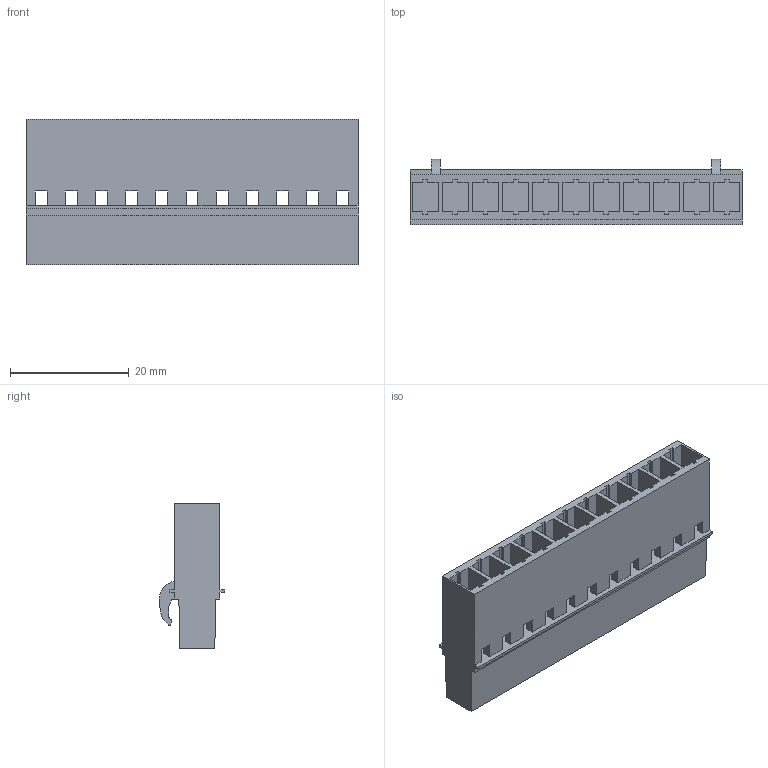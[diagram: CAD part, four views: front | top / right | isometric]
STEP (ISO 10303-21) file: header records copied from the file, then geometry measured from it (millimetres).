
FILE_DESCRIPTION(('CATIA V5 STEP Exchange','CAx-IF Rec.Pracs.--- Model Styling and Organization---1.2---2011-12-15'),'2;1');
FILE_NAME ('D1453356_0_1610580000_1610580000.stp','2018-09-01T02:39:54+00:00',('none'),('Weidmueller'),'CATIA Version 5-6 Release 2014','CATIA V5 STEP AP214','none');
FILE_SCHEMA(('AUTOMOTIVE_DESIGN { 1 0 10303 214 1 1 1 1 }'));
Length unit declared in the file: millimetre
Products named in the file (1): 1610580000
Bounding box: 55.88 x 11 x 24.55 mm (x, y, z)
Volume: 5760.7 mm3; surface area: 7720.1 mm2
Topology: 1 solids, 1 shells, 312 faces, 948 edges, 624 vertices
Faces by surface type: plane 250, cylinder 40, cone 22
Entity records: 9555 total; most frequent: ORIENTED_EDGE 1896, CARTESIAN_POINT 1708, DIRECTION 1203, EDGE_CURVE 948, VECTOR 841, LINE 841, VERTEX_POINT 624, EDGE_LOOP 342
